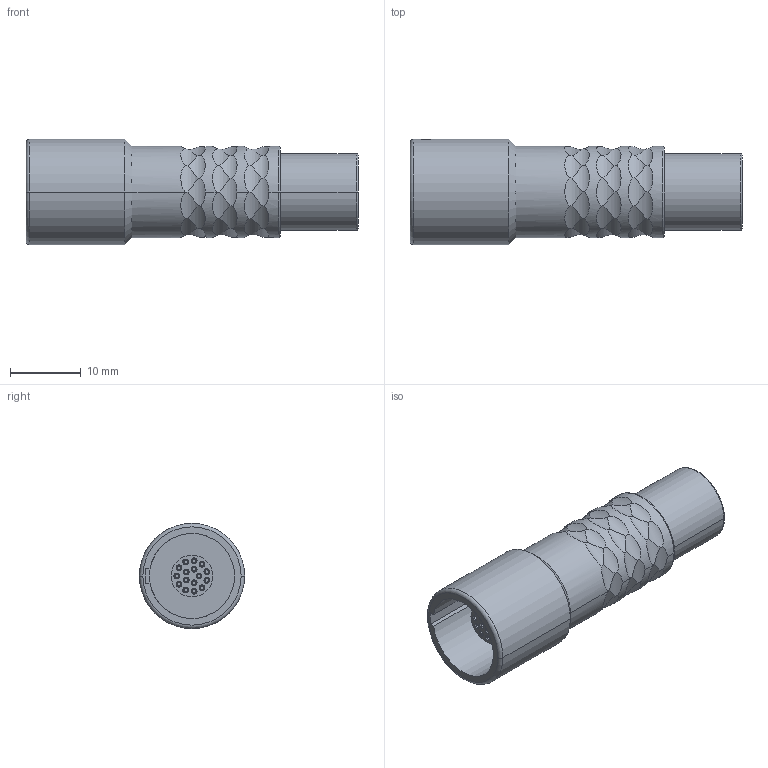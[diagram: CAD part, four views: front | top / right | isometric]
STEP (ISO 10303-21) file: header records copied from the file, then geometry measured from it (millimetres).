
FILE_DESCRIPTION((''),'2;1');
FILE_NAME('K11K0C-P16L','2013-01-22T',('rtrager'),(''),'PRO/ENGINEER BY PARAMETRIC TECHNOLOGY CORPORATION, 2010330','PRO/ENGINEER BY PARAMETRIC TECHNOLOGY CORPORATION, 2010330','');
FILE_SCHEMA(('CONFIG_CONTROL_DESIGN'));
Length unit declared in the file: millimetre
Products named in the file (1): K11K0C-P16L
Bounding box: 47 x 14.9 x 14.9 mm (x, y, z)
Volume: 4191.2 mm3; surface area: 3784.5 mm2
Topology: 1 solids, 1 shells, 343 faces, 856 edges, 553 vertices
Faces by surface type: cylinder 212, plane 66, cone 34, torus 22, bspline 9
Entity records: 12364 total; most frequent: CARTESIAN_POINT 4380, ORIENTED_EDGE 1712, DIRECTION 1591, EDGE_CURVE 856, AXIS2_PLACEMENT_3D 669, VERTEX_POINT 553, EDGE_LOOP 381, FACE_OUTER_BOUND 343
